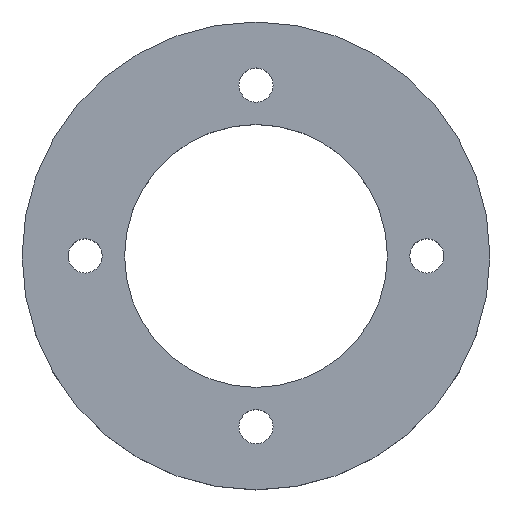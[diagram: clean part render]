
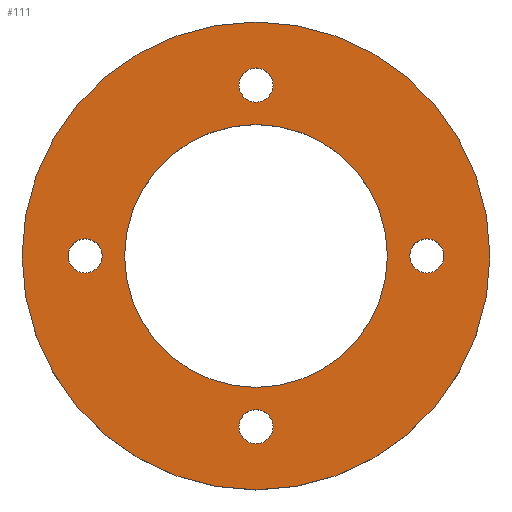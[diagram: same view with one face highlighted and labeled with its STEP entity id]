
A CAD part, top view. The second image highlights one B-rep face of the part: STEP entity #111.
In plain terms, the highlighted planar face has unit normal (0, 0, 1).
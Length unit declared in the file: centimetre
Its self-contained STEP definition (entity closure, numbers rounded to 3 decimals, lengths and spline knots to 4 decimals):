
#6 = DIRECTION ( 'NONE',  ( 0., 0., 1. ) ) ;
#9 = VERTEX_POINT ( 'NONE', #45 ) ;
#11 = ORIENTED_EDGE ( 'NONE', *, *, #416, .F. ) ;
#13 = AXIS2_PLACEMENT_3D ( 'NONE', #166, #242, #366 ) ;
#18 = CARTESIAN_POINT ( 'NONE',  ( -1.43, 0., 0.52 ) ) ;
#25 = ORIENTED_EDGE ( 'NONE', *, *, #158, .F. ) ;
#26 = CARTESIAN_POINT ( 'NONE',  ( -0.13, -1.3, 0.52 ) ) ;
#29 = DIRECTION ( 'NONE',  ( 0., 0., 1. ) ) ;
#30 = DIRECTION ( 'NONE',  ( 0., 0., 1. ) ) ;
#33 = AXIS2_PLACEMENT_3D ( 'NONE', #234, #6, #472 ) ;
#34 = ORIENTED_EDGE ( 'NONE', *, *, #344, .F. ) ;
#44 = EDGE_CURVE ( 'NONE', #236, #157, #510, .T. ) ;
#45 = CARTESIAN_POINT ( 'NONE',  ( 0.13, -1.3, 0.52 ) ) ;
#46 = CIRCLE ( 'NONE', #118, 0.13 ) ;
#47 = VERTEX_POINT ( 'NONE', #322 ) ;
#50 = CARTESIAN_POINT ( 'NONE',  ( 0., 0., 0.52 ) ) ;
#52 = FACE_BOUND ( 'NONE', #318, .T. ) ;
#54 = CARTESIAN_POINT ( 'NONE',  ( -1.3, 0., 0.52 ) ) ;
#71 = CARTESIAN_POINT ( 'NONE',  ( 0., -1.3, 0.52 ) ) ;
#72 = ORIENTED_EDGE ( 'NONE', *, *, #103, .F. ) ;
#79 = VERTEX_POINT ( 'NONE', #18 ) ;
#81 = EDGE_CURVE ( 'NONE', #437, #198, #93, .T. ) ;
#83 = AXIS2_PLACEMENT_3D ( 'NONE', #466, #30, #469 ) ;
#87 = CARTESIAN_POINT ( 'NONE',  ( -0.13, 1.3, 0.52 ) ) ;
#93 = CIRCLE ( 'NONE', #190, 0.13 ) ;
#103 = EDGE_CURVE ( 'NONE', #198, #437, #395, .T. ) ;
#104 = CARTESIAN_POINT ( 'NONE',  ( 0.13, 1.3, 0.52 ) ) ;
#106 = CARTESIAN_POINT ( 'NONE',  ( 1.43, 0., 0.52 ) ) ;
#111 = ADVANCED_FACE ( 'NONE', ( #405, #52, #192, #435, #381, #304 ), #490, .T. ) ;
#114 = EDGE_CURVE ( 'NONE', #47, #406, #145, .T. ) ;
#116 = ORIENTED_EDGE ( 'NONE', *, *, #114, .F. ) ;
#118 = AXIS2_PLACEMENT_3D ( 'NONE', #221, #29, #262 ) ;
#120 = EDGE_LOOP ( 'NONE', ( #25, #34 ) ) ;
#121 = VERTEX_POINT ( 'NONE', #360 ) ;
#125 = AXIS2_PLACEMENT_3D ( 'NONE', #297, #419, #251 ) ;
#127 = DIRECTION ( 'NONE',  ( 1., 0., 0. ) ) ;
#129 = CIRCLE ( 'NONE', #383, 1.78 ) ;
#130 = ORIENTED_EDGE ( 'NONE', *, *, #81, .F. ) ;
#132 = CARTESIAN_POINT ( 'NONE',  ( 1.3, 0., 0.52 ) ) ;
#142 = CARTESIAN_POINT ( 'NONE',  ( -1., 0., 0.52 ) ) ;
#145 = CIRCLE ( 'NONE', #434, 1. ) ;
#146 = ORIENTED_EDGE ( 'NONE', *, *, #430, .F. ) ;
#147 = DIRECTION ( 'NONE',  ( 0., 0., 1. ) ) ;
#148 = CIRCLE ( 'NONE', #361, 0.13 ) ;
#150 = EDGE_CURVE ( 'NONE', #157, #236, #129, .T. ) ;
#151 = CIRCLE ( 'NONE', #83, 0.13 ) ;
#157 = VERTEX_POINT ( 'NONE', #448 ) ;
#158 = EDGE_CURVE ( 'NONE', #79, #121, #248, .T. ) ;
#163 = VERTEX_POINT ( 'NONE', #87 ) ;
#166 = CARTESIAN_POINT ( 'NONE',  ( 0., 0., 0.52 ) ) ;
#172 = DIRECTION ( 'NONE',  ( 0., 0., 1. ) ) ;
#190 = AXIS2_PLACEMENT_3D ( 'NONE', #451, #280, #488 ) ;
#192 = FACE_OUTER_BOUND ( 'NONE', #401, .T. ) ;
#198 = VERTEX_POINT ( 'NONE', #289 ) ;
#201 = DIRECTION ( 'NONE',  ( 0., 0., 1. ) ) ;
#205 = DIRECTION ( 'NONE',  ( 0., 0., 1. ) ) ;
#207 = CIRCLE ( 'NONE', #33, 1. ) ;
#214 = CARTESIAN_POINT ( 'NONE',  ( 1.78, 0., 0.52 ) ) ;
#221 = CARTESIAN_POINT ( 'NONE',  ( 0., 1.3, 0.52 ) ) ;
#222 = CIRCLE ( 'NONE', #449, 0.13 ) ;
#232 = DIRECTION ( 'NONE',  ( 0., 0., 1. ) ) ;
#234 = CARTESIAN_POINT ( 'NONE',  ( 0., 0., 0.52 ) ) ;
#236 = VERTEX_POINT ( 'NONE', #214 ) ;
#242 = DIRECTION ( 'NONE',  ( 0., 0., 1. ) ) ;
#245 = CARTESIAN_POINT ( 'NONE',  ( 0., 0., 0.52 ) ) ;
#247 = AXIS2_PLACEMENT_3D ( 'NONE', #54, #455, #127 ) ;
#248 = CIRCLE ( 'NONE', #247, 0.13 ) ;
#251 = DIRECTION ( 'NONE',  ( 1., 0., 0. ) ) ;
#252 = EDGE_LOOP ( 'NONE', ( #146, #116 ) ) ;
#255 = ORIENTED_EDGE ( 'NONE', *, *, #456, .F. ) ;
#262 = DIRECTION ( 'NONE',  ( 1., 0., 0. ) ) ;
#277 = EDGE_CURVE ( 'NONE', #163, #351, #479, .T. ) ;
#280 = DIRECTION ( 'NONE',  ( 0., 0., 1. ) ) ;
#289 = CARTESIAN_POINT ( 'NONE',  ( 1.17, 0., 0.52 ) ) ;
#297 = CARTESIAN_POINT ( 'NONE',  ( 0., 1.3, 0.52 ) ) ;
#298 = VERTEX_POINT ( 'NONE', #26 ) ;
#304 = FACE_BOUND ( 'NONE', #120, .T. ) ;
#308 = DIRECTION ( 'NONE',  ( 1., 0., 0. ) ) ;
#316 = CARTESIAN_POINT ( 'NONE',  ( 0., -1.3, 0.52 ) ) ;
#318 = EDGE_LOOP ( 'NONE', ( #357, #429 ) ) ;
#322 = CARTESIAN_POINT ( 'NONE',  ( 1., 0., 0.52 ) ) ;
#324 = DIRECTION ( 'NONE',  ( 1., 0., 0. ) ) ;
#326 = DIRECTION ( 'NONE',  ( 1., 0., 0. ) ) ;
#334 = EDGE_CURVE ( 'NONE', #351, #163, #46, .T. ) ;
#344 = EDGE_CURVE ( 'NONE', #121, #79, #151, .T. ) ;
#347 = DIRECTION ( 'NONE',  ( 1., 0., 0. ) ) ;
#351 = VERTEX_POINT ( 'NONE', #104 ) ;
#357 = ORIENTED_EDGE ( 'NONE', *, *, #277, .F. ) ;
#360 = CARTESIAN_POINT ( 'NONE',  ( -1.17, 0., 0.52 ) ) ;
#361 = AXIS2_PLACEMENT_3D ( 'NONE', #316, #232, #308 ) ;
#366 = DIRECTION ( 'NONE',  ( 1., 0., 0. ) ) ;
#367 = DIRECTION ( 'NONE',  ( 0., 0., 1. ) ) ;
#381 = FACE_BOUND ( 'NONE', #418, .T. ) ;
#383 = AXIS2_PLACEMENT_3D ( 'NONE', #50, #367, #324 ) ;
#395 = CIRCLE ( 'NONE', #487, 0.13 ) ;
#396 = EDGE_LOOP ( 'NONE', ( #11, #255 ) ) ;
#401 = EDGE_LOOP ( 'NONE', ( #486, #431 ) ) ;
#402 = AXIS2_PLACEMENT_3D ( 'NONE', #245, #201, #326 ) ;
#405 = FACE_BOUND ( 'NONE', #396, .T. ) ;
#406 = VERTEX_POINT ( 'NONE', #142 ) ;
#408 = DIRECTION ( 'NONE',  ( 1., 0., 0. ) ) ;
#410 = CARTESIAN_POINT ( 'NONE',  ( 0., 0., 0.52 ) ) ;
#416 = EDGE_CURVE ( 'NONE', #298, #9, #222, .T. ) ;
#418 = EDGE_LOOP ( 'NONE', ( #72, #130 ) ) ;
#419 = DIRECTION ( 'NONE',  ( 0., 0., 1. ) ) ;
#429 = ORIENTED_EDGE ( 'NONE', *, *, #334, .F. ) ;
#430 = EDGE_CURVE ( 'NONE', #406, #47, #207, .T. ) ;
#431 = ORIENTED_EDGE ( 'NONE', *, *, #44, .T. ) ;
#434 = AXIS2_PLACEMENT_3D ( 'NONE', #410, #205, #408 ) ;
#435 = FACE_BOUND ( 'NONE', #252, .T. ) ;
#437 = VERTEX_POINT ( 'NONE', #106 ) ;
#448 = CARTESIAN_POINT ( 'NONE',  ( -1.78, 0., 0.52 ) ) ;
#449 = AXIS2_PLACEMENT_3D ( 'NONE', #71, #147, #347 ) ;
#450 = DIRECTION ( 'NONE',  ( 1., 0., 0. ) ) ;
#451 = CARTESIAN_POINT ( 'NONE',  ( 1.3, 0., 0.52 ) ) ;
#455 = DIRECTION ( 'NONE',  ( 0., 0., 1. ) ) ;
#456 = EDGE_CURVE ( 'NONE', #9, #298, #148, .T. ) ;
#466 = CARTESIAN_POINT ( 'NONE',  ( -1.3, 0., 0.52 ) ) ;
#469 = DIRECTION ( 'NONE',  ( 1., 0., 0. ) ) ;
#472 = DIRECTION ( 'NONE',  ( 1., 0., 0. ) ) ;
#479 = CIRCLE ( 'NONE', #125, 0.13 ) ;
#486 = ORIENTED_EDGE ( 'NONE', *, *, #150, .T. ) ;
#487 = AXIS2_PLACEMENT_3D ( 'NONE', #132, #172, #450 ) ;
#488 = DIRECTION ( 'NONE',  ( 1., 0., 0. ) ) ;
#490 = PLANE ( 'NONE',  #402 ) ;
#510 = CIRCLE ( 'NONE', #13, 1.78 ) ;
